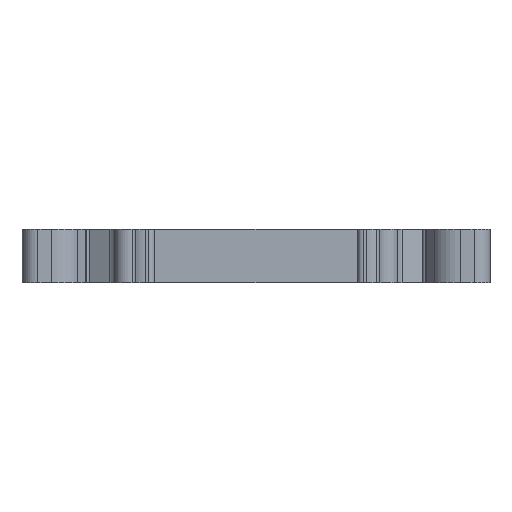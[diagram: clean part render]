
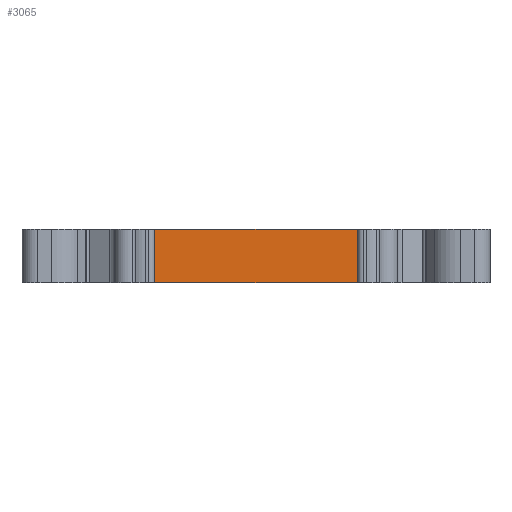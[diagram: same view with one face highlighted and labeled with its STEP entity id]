
A CAD part, front view. The second image highlights one B-rep face of the part: STEP entity #3065.
In plain terms, the highlighted planar face has unit normal (0, -1, 0).
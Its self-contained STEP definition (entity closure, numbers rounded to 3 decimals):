
#72 = CARTESIAN_POINT ( 'NONE',  ( 0., 929.333, -42.95 ) ) ;
#491 = CARTESIAN_POINT ( 'NONE',  ( 1450.378, 929.333, 9.038 ) ) ;
#526 = VECTOR ( 'NONE', #8320, 1000. ) ;
#653 = CARTESIAN_POINT ( 'NONE',  ( 1469.978, 929.333, -42.95 ) ) ;
#1812 = LINE ( 'NONE', #72, #526 ) ;
#2014 = CARTESIAN_POINT ( 'NONE',  ( 1469.978, 929.333, -48.05 ) ) ;
#2055 = CARTESIAN_POINT ( 'NONE',  ( 1469.978, 929.333, -48.05 ) ) ;
#2237 = EDGE_CURVE ( 'NONE', #5672, #4958, #3850, .T. ) ;
#2495 = ORIENTED_EDGE ( 'NONE', *, *, #5525, .T. ) ;
#2772 = CARTESIAN_POINT ( 'NONE',  ( 1450.378, 929.333, -48.05 ) ) ;
#2844 = EDGE_CURVE ( 'NONE', #5672, #3334, #1812, .T. ) ;
#2857 = ORIENTED_EDGE ( 'NONE', *, *, #2237, .F. ) ;
#2963 = VECTOR ( 'NONE', #5170, 1000. ) ;
#2996 = EDGE_LOOP ( 'NONE', ( #7207, #2495, #3680, #2857 ) ) ;
#3065 = ADVANCED_FACE ( 'NONE', ( #5901 ), #8523, .T. ) ;
#3329 = EDGE_CURVE ( 'NONE', #4958, #8586, #7679, .T. ) ;
#3334 = VERTEX_POINT ( 'NONE', #4741 ) ;
#3680 = ORIENTED_EDGE ( 'NONE', *, *, #3329, .F. ) ;
#3850 = LINE ( 'NONE', #4735, #7886 ) ;
#4437 = DIRECTION ( 'NONE',  ( 0., -1., 0. ) ) ;
#4721 = VECTOR ( 'NONE', #7644, 1000. ) ;
#4735 = CARTESIAN_POINT ( 'NONE',  ( 1469.978, 929.333, 9.038 ) ) ;
#4741 = CARTESIAN_POINT ( 'NONE',  ( 1450.378, 929.333, -42.95 ) ) ;
#4958 = VERTEX_POINT ( 'NONE', #2014 ) ;
#5170 = DIRECTION ( 'NONE',  ( 0., 0., -1. ) ) ;
#5525 = EDGE_CURVE ( 'NONE', #3334, #8586, #8754, .T. ) ;
#5672 = VERTEX_POINT ( 'NONE', #653 ) ;
#5901 = FACE_OUTER_BOUND ( 'NONE', #2996, .T. ) ;
#7105 = CARTESIAN_POINT ( 'NONE',  ( 1469.978, 929.333, 9.038 ) ) ;
#7194 = DIRECTION ( 'NONE',  ( 0., 0., 1. ) ) ;
#7207 = ORIENTED_EDGE ( 'NONE', *, *, #2844, .T. ) ;
#7644 = DIRECTION ( 'NONE',  ( -1., 0., 0. ) ) ;
#7679 = LINE ( 'NONE', #2055, #4721 ) ;
#7886 = VECTOR ( 'NONE', #8942, 1000. ) ;
#8320 = DIRECTION ( 'NONE',  ( -1., 0., 0. ) ) ;
#8523 = PLANE ( 'NONE',  #8829 ) ;
#8586 = VERTEX_POINT ( 'NONE', #2772 ) ;
#8754 = LINE ( 'NONE', #491, #2963 ) ;
#8829 = AXIS2_PLACEMENT_3D ( 'NONE', #7105, #4437, #7194 ) ;
#8942 = DIRECTION ( 'NONE',  ( 0., 0., -1. ) ) ;
